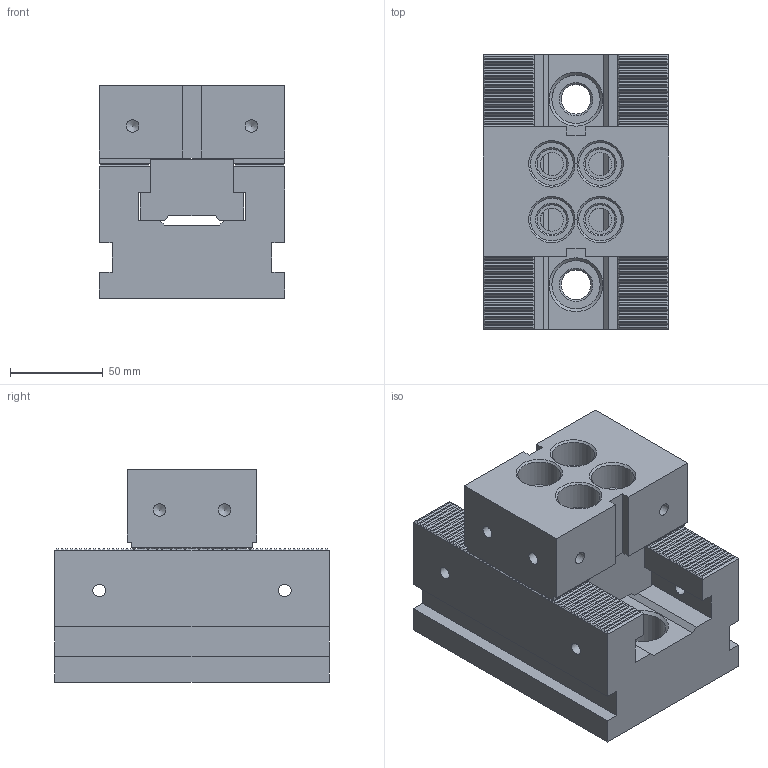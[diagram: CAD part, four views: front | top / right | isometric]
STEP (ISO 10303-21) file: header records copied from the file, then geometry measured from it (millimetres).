
FILE_DESCRIPTION( ( 'Unknown' ), '1' );
FILE_NAME( 'SVF-C-10015-100-B.stp', 'Unknown', ( 'Unknown' ), ( 'Unknown' ), 'PSStep 17.0.49', 'Unknown', ' ' );
FILE_SCHEMA( ( 'AUTOMOTIVE_DESIGN { 1 0 10303 214 1 1 1 1 }' ) );
Length unit declared in the file: millimetre
Products named in the file (5): SVF-B01-100; 1-SVF-B01-100-2; 1-SVF-B01-100-1; Assem1; SVF-AB01-10015-100
Assembly tree (4 placements, depth 3):
  Assem1
    SVF-AB01-10015-100
    SVF-B01-100
      1-SVF-B01-100-2
      1-SVF-B01-100-1
Bounding box: 100 x 148 x 114.6 mm (x, y, z)
Volume: 1061989.8 mm3; surface area: 144025.1 mm2
Topology: 3 solids, 3 shells, 653 faces, 1926 edges, 1282 vertices
Faces by surface type: plane 591, cylinder 34, cone 28
Full cylindrical faces by diameter (mm): 5 x2, 6.8 x12, 12.5 x4, 16 x6, 23 x4, 26 x2
Entity records: 26190 total; most frequent: CARTESIAN_POINT 3747, ORIENTED_EDGE 3664, DIRECTION 3248, EDGE_CURVE 1832, LINE 1734, VECTOR 1734, VERTEX_POINT 1256, AXIS2_PLACEMENT_3D 757
